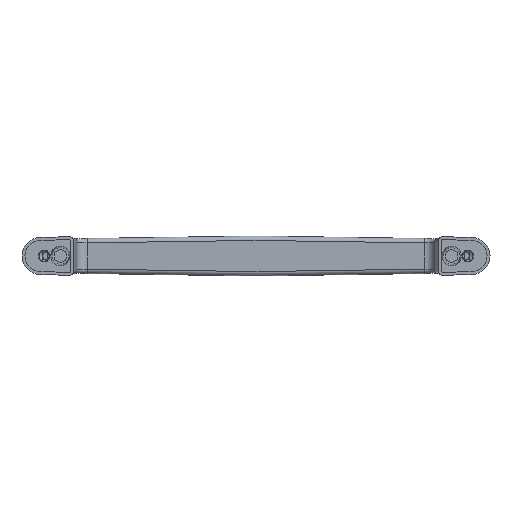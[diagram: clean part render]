
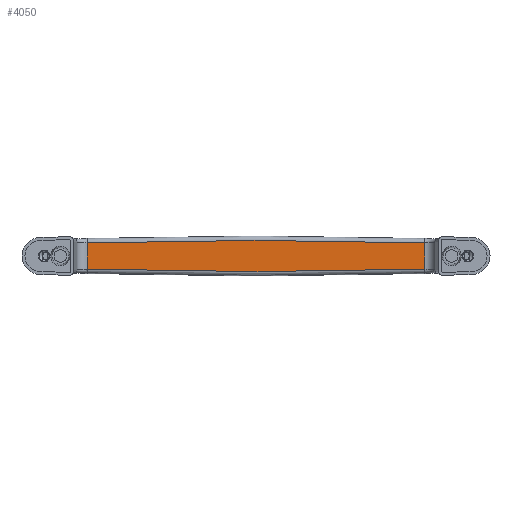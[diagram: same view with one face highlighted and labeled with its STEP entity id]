
A CAD part, front view. The second image highlights one B-rep face of the part: STEP entity #4050.
In plain terms, the highlighted planar face has unit normal (0, -1, 0).
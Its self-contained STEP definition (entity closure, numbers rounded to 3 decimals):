
#49 = LINE ( 'NONE', #871, #537 ) ;
#179 = LINE ( 'NONE', #767, #367 ) ;
#332 = FACE_OUTER_BOUND ( 'NONE', #3421, .T. ) ;
#367 = VECTOR ( 'NONE', #768, 1000. ) ;
#537 = VECTOR ( 'NONE', #872, 1000. ) ;
#767 = CARTESIAN_POINT ( 'NONE',  ( -114.735, 27., -11.912 ) ) ;
#768 = DIRECTION ( 'NONE',  ( 0., 0., -1. ) ) ;
#794 = CARTESIAN_POINT ( 'NONE',  ( -114.735, 27., -8.931 ) ) ;
#795 = CARTESIAN_POINT ( 'NONE',  ( -76.497, 27., -10.028 ) ) ;
#796 = CARTESIAN_POINT ( 'NONE',  ( -38.254, 27., -10.577 ) ) ;
#797 = CARTESIAN_POINT ( 'NONE',  ( 38.242, 27., -10.577 ) ) ;
#798 = CARTESIAN_POINT ( 'NONE',  ( 76.497, 27., -10.028 ) ) ;
#799 = CARTESIAN_POINT ( 'NONE',  ( 114.735, 27., -8.93 ) ) ;
#835 = CARTESIAN_POINT ( 'NONE',  ( 114.735, 27., 8.93 ) ) ;
#836 = CARTESIAN_POINT ( 'NONE',  ( 76.497, 27., 10.028 ) ) ;
#837 = CARTESIAN_POINT ( 'NONE',  ( 38.254, 27., 10.577 ) ) ;
#838 = CARTESIAN_POINT ( 'NONE',  ( -38.242, 27., 10.577 ) ) ;
#839 = CARTESIAN_POINT ( 'NONE',  ( -76.497, 27., 10.028 ) ) ;
#840 = CARTESIAN_POINT ( 'NONE',  ( -114.735, 27., 8.931 ) ) ;
#871 = CARTESIAN_POINT ( 'NONE',  ( 114.735, 27., 11.912 ) ) ;
#872 = DIRECTION ( 'NONE',  ( 0., 0., 1. ) ) ;
#1618 = CARTESIAN_POINT ( 'NONE',  ( -114.735, 27., -8.931 ) ) ;
#1726 = CARTESIAN_POINT ( 'NONE',  ( 114.735, 27., -8.93 ) ) ;
#1730 = CARTESIAN_POINT ( 'NONE',  ( -114.735, 27., 8.931 ) ) ;
#1762 = CARTESIAN_POINT ( 'NONE',  ( 114.735, 27., 8.93 ) ) ;
#2346 = PLANE ( 'NONE',  #3173 ) ;
#2347 = CARTESIAN_POINT ( 'NONE',  ( 121., 27., -20. ) ) ;
#2348 = DIRECTION ( 'NONE',  ( 0., 1., 0. ) ) ;
#2349 = DIRECTION ( 'NONE',  ( 0., 0., 1. ) ) ;
#2511 = B_SPLINE_CURVE_WITH_KNOTS ( 'NONE', 3,
 ( #794, #795, #796, #797, #798, #799 ),
 .UNSPECIFIED., .F., .F.,
 ( 4, 2, 4 ),
 ( 0., 0.115, 0.229 ),
 .UNSPECIFIED. ) ;
#2513 = B_SPLINE_CURVE_WITH_KNOTS ( 'NONE', 3,
 ( #835, #836, #837, #838, #839, #840 ),
 .UNSPECIFIED., .F., .F.,
 ( 4, 2, 4 ),
 ( 0., 0.115, 0.229 ),
 .UNSPECIFIED. ) ;
#2730 = ORIENTED_EDGE ( 'NONE', *, *, #4376, .T. ) ;
#2731 = ORIENTED_EDGE ( 'NONE', *, *, #4387, .T. ) ;
#2781 = ORIENTED_EDGE ( 'NONE', *, *, #4398, .T. ) ;
#2944 = ORIENTED_EDGE ( 'NONE', *, *, #4407, .T. ) ;
#3173 = AXIS2_PLACEMENT_3D ( 'NONE', #2347, #2348, #2349 ) ;
#3421 = EDGE_LOOP ( 'NONE', ( #2730, #2731, #2944, #2781 ) ) ;
#3430 = VERTEX_POINT ( 'NONE', #1618 ) ;
#3701 = VERTEX_POINT ( 'NONE', #1726 ) ;
#3709 = VERTEX_POINT ( 'NONE', #1730 ) ;
#3820 = VERTEX_POINT ( 'NONE', #1762 ) ;
#4050 = ADVANCED_FACE ( 'NONE', ( #332 ), #2346, .F. ) ;
#4376 = EDGE_CURVE ( 'NONE', #3709, #3430, #179, .T. ) ;
#4387 = EDGE_CURVE ( 'NONE', #3430, #3701, #2511, .T. ) ;
#4398 = EDGE_CURVE ( 'NONE', #3820, #3709, #2513, .T. ) ;
#4407 = EDGE_CURVE ( 'NONE', #3701, #3820, #49, .T. ) ;
